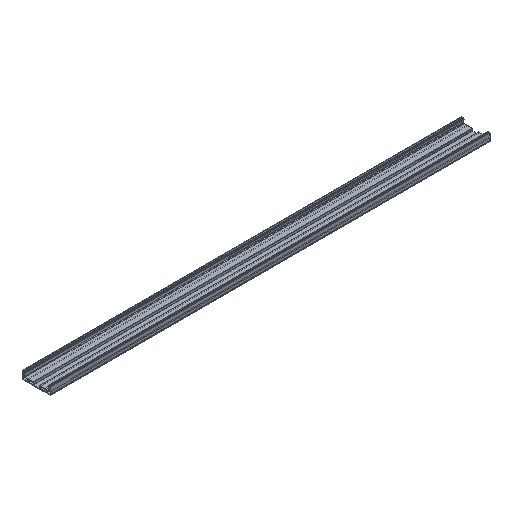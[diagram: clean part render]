
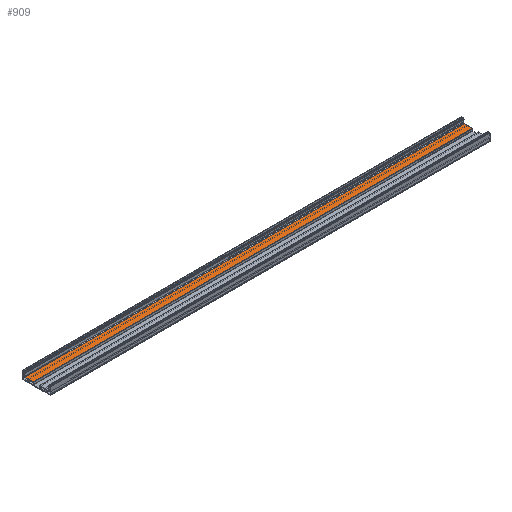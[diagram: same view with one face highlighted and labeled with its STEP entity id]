
A CAD part, isometric view. The second image highlights one B-rep face of the part: STEP entity #909.
In plain terms, the highlighted planar face has unit normal (0, 0, 1).
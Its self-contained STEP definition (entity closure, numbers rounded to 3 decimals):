
#909=ADVANCED_FACE('',(#1071),#984,.T.);
#984=PLANE('',#3049);
#1071=FACE_OUTER_BOUND('',#1175,.T.);
#1175=EDGE_LOOP('',(#1490,#1491,#1492,#1493));
#1490=ORIENTED_EDGE('',*,*,#2260,.F.);
#1491=ORIENTED_EDGE('',*,*,#2259,.F.);
#1492=ORIENTED_EDGE('',*,*,#2261,.T.);
#1493=ORIENTED_EDGE('',*,*,#2262,.T.);
#1988=VERTEX_POINT('',#4177);
#1989=VERTEX_POINT('',#4179);
#1990=VERTEX_POINT('',#4183);
#1991=VERTEX_POINT('',#4185);
#2259=EDGE_CURVE('',#1989,#1988,#2509,.T.);
#2260=EDGE_CURVE('',#1988,#1990,#2510,.T.);
#2261=EDGE_CURVE('',#1989,#1991,#2511,.T.);
#2262=EDGE_CURVE('',#1991,#1990,#2512,.T.);
#2509=LINE('',#4180,#2721);
#2510=LINE('',#4182,#2722);
#2511=LINE('',#4184,#2723);
#2512=LINE('',#4186,#2724);
#2721=VECTOR('',#3534,1.);
#2722=VECTOR('',#3537,1.);
#2723=VECTOR('',#3538,1.);
#2724=VECTOR('',#3539,1.);
#3049=AXIS2_PLACEMENT_3D('',#4187,#3540,#3541);
#3534=DIRECTION('',(-1.,0.,0.));
#3537=DIRECTION('',(0.,1.,0.));
#3538=DIRECTION('',(0.,1.,0.));
#3539=DIRECTION('',(-1.,0.,0.));
#3540=DIRECTION('',(0.,0.,1.));
#3541=DIRECTION('',(1.,0.,0.));
#4177=CARTESIAN_POINT('',(0.,79.75,14.25));
#4179=CARTESIAN_POINT('',(2000.,79.75,14.25));
#4180=CARTESIAN_POINT('',(2000.,79.75,14.25));
#4182=CARTESIAN_POINT('',(0.,115.3,14.25));
#4183=CARTESIAN_POINT('',(0.,117.,14.25));
#4184=CARTESIAN_POINT('',(2000.,79.75,14.25));
#4185=CARTESIAN_POINT('',(2000.,117.,14.25));
#4186=CARTESIAN_POINT('',(2000.,117.,14.25));
#4187=CARTESIAN_POINT('',(2000.,115.3,14.25));
